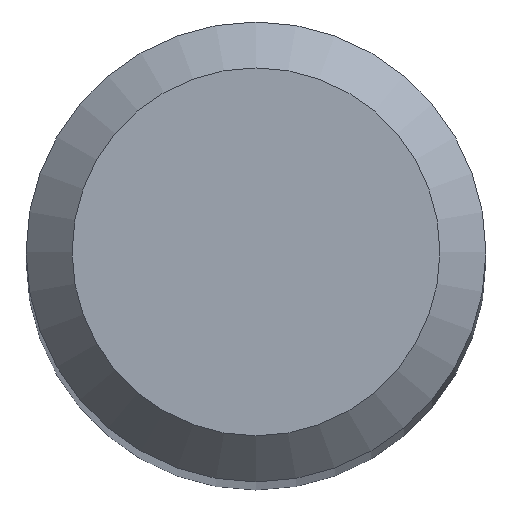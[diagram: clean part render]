
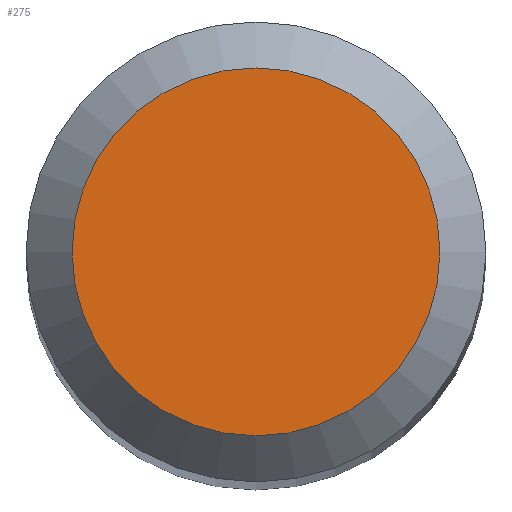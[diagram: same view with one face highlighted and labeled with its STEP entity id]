
A CAD part, top view. The second image highlights one B-rep face of the part: STEP entity #275.
In plain terms, the highlighted planar face has unit normal (0, 0, 1).
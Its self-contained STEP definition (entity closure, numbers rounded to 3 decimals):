
#3 = PLANE ( 'NONE',  #19 ) ;
#7 = DIRECTION ( 'NONE',  ( -1., 0., 0. ) ) ;
#19 = AXIS2_PLACEMENT_3D ( 'NONE', #87, #189, #144 ) ;
#82 = AXIS2_PLACEMENT_3D ( 'NONE', #211, #167, #7 ) ;
#87 = CARTESIAN_POINT ( 'NONE',  ( 0., 0., 38. ) ) ;
#96 = CARTESIAN_POINT ( 'NONE',  ( -1.2, 0., 38. ) ) ;
#134 = CIRCLE ( 'NONE', #82, 1.2 ) ;
#144 = DIRECTION ( 'NONE',  ( -1., 0., 0. ) ) ;
#167 = DIRECTION ( 'NONE',  ( 0., 0., -1. ) ) ;
#172 = EDGE_LOOP ( 'NONE', ( #248 ) ) ;
#189 = DIRECTION ( 'NONE',  ( 0., 0., -1. ) ) ;
#208 = FACE_OUTER_BOUND ( 'NONE', #172, .T. ) ;
#211 = CARTESIAN_POINT ( 'NONE',  ( 0., 0., 38. ) ) ;
#248 = ORIENTED_EDGE ( 'NONE', *, *, #250, .F. ) ;
#250 = EDGE_CURVE ( 'NONE', #293, #293, #134, .T. ) ;
#275 = ADVANCED_FACE ( 'NONE', ( #208 ), #3, .F. ) ;
#293 = VERTEX_POINT ( 'NONE', #96 ) ;
